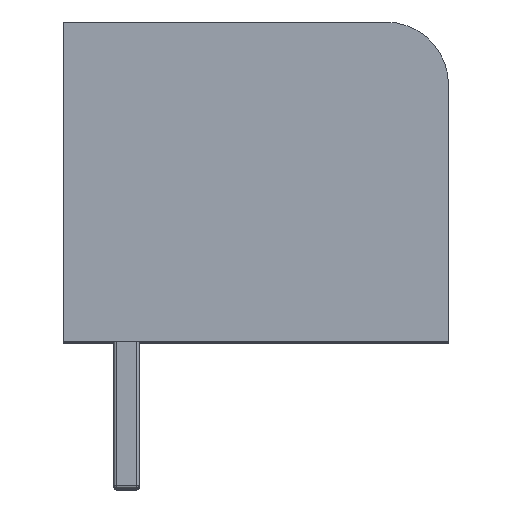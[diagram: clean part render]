
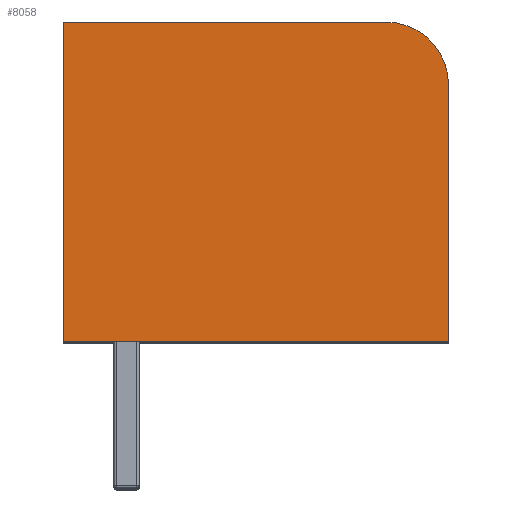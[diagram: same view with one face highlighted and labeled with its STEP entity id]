
A CAD part, top view. The second image highlights one B-rep face of the part: STEP entity #8058.
In plain terms, the highlighted planar face has unit normal (0, 0, 1).
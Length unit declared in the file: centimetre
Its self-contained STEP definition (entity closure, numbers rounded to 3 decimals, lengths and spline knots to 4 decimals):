
#265=CIRCLE('',#8516,0.25);
#595=FACE_OUTER_BOUND('',#1061,.T.);
#1061=EDGE_LOOP('',(#6142,#6143,#6144,#6145,#6146));
#1755=LINE('',#11989,#2722);
#1797=LINE('',#12074,#2764);
#1810=LINE('',#12096,#2777);
#1840=LINE('',#12156,#2807);
#2722=VECTOR('',#9590,1.);
#2764=VECTOR('',#9654,1.);
#2777=VECTOR('',#9673,1.);
#2807=VECTOR('',#9751,1.);
#3593=VERTEX_POINT('',#11986);
#3594=VERTEX_POINT('',#11988);
#3626=VERTEX_POINT('',#12072);
#3631=VERTEX_POINT('',#12093);
#3632=VERTEX_POINT('',#12095);
#4462=EDGE_CURVE('',#3593,#3594,#1755,.T.);
#4508=EDGE_CURVE('',#3593,#3626,#1797,.T.);
#4521=EDGE_CURVE('',#3631,#3632,#1810,.T.);
#4552=EDGE_CURVE('',#3594,#3631,#265,.T.);
#4553=EDGE_CURVE('',#3632,#3626,#1840,.T.);
#6142=ORIENTED_EDGE('',*,*,#4508,.T.);
#6143=ORIENTED_EDGE('',*,*,#4553,.F.);
#6144=ORIENTED_EDGE('',*,*,#4521,.F.);
#6145=ORIENTED_EDGE('',*,*,#4552,.F.);
#6146=ORIENTED_EDGE('',*,*,#4462,.F.);
#7746=PLANE('',#8518);
#8058=ADVANCED_FACE('',(#595),#7746,.F.);
#8516=AXIS2_PLACEMENT_3D('',#12154,#9747,#9748);
#8518=AXIS2_PLACEMENT_3D('',#12157,#9752,#9753);
#9590=DIRECTION('',(1.,0.,0.));
#9654=DIRECTION('',(0.,-1.,0.));
#9673=DIRECTION('',(0.,-1.,0.));
#9747=DIRECTION('center_axis',(0.,0.,-1.));
#9748=DIRECTION('ref_axis',(0.707,0.707,0.));
#9751=DIRECTION('',(-1.,0.,0.));
#9752=DIRECTION('center_axis',(0.,0.,-1.));
#9753=DIRECTION('ref_axis',(0.,-1.,0.));
#11986=CARTESIAN_POINT('',(0.,1.165,0.));
#11988=CARTESIAN_POINT('',(1.275,1.165,0.));
#11989=CARTESIAN_POINT('',(0.7625,1.165,0.));
#12072=CARTESIAN_POINT('',(0.,-0.1,0.));
#12074=CARTESIAN_POINT('',(0.,0.5325,0.));
#12093=CARTESIAN_POINT('',(1.525,0.915,0.));
#12095=CARTESIAN_POINT('',(1.525,-0.1,0.));
#12096=CARTESIAN_POINT('',(1.525,0.5325,0.));
#12154=CARTESIAN_POINT('Origin',(1.275,0.915,0.));
#12156=CARTESIAN_POINT('',(0.7625,-0.1,0.));
#12157=CARTESIAN_POINT('Origin',(0.7625,0.5325,0.));
